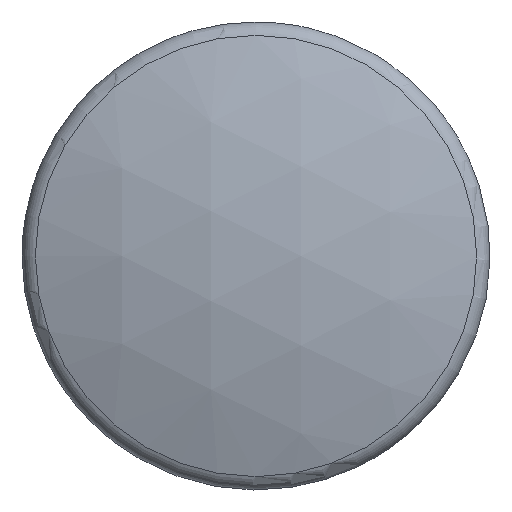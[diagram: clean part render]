
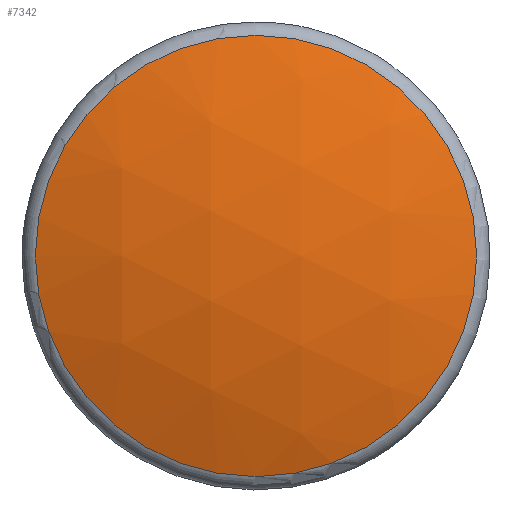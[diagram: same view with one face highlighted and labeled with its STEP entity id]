
A CAD part, top view. The second image highlights one B-rep face of the part: STEP entity #7342.
In plain terms, the highlighted spherical face has radius 100 mm.
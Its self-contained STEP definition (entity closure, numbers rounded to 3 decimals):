
#5545=SPHERICAL_SURFACE('',#27390,100.);
#5648=FACE_OUTER_BOUND('',#9496,.T.);
#7342=ADVANCED_FACE('',(#5648),#5545,.T.);
#9496=EDGE_LOOP('',(#11469));
#11469=ORIENTED_EDGE('',*,*,#22016,.T.);
#19621=VERTEX_POINT('',#36293);
#22016=EDGE_CURVE('',#19621,#19621,#26092,.T.);
#26092=CIRCLE('',#27389,33.935);
#27389=AXIS2_PLACEMENT_3D('',#36292,#30030,#30031);
#27390=AXIS2_PLACEMENT_3D('',#36294,#30032,#30033);
#30030=DIRECTION('',(0.,0.,1.));
#30031=DIRECTION('',(-1.,0.,0.));
#30032=DIRECTION('',(1.,0.,0.));
#30033=DIRECTION('',(0.,1.,0.));
#36292=CARTESIAN_POINT('',(0.,0.,109.587));
#36293=CARTESIAN_POINT('',(-33.935,0.,109.587));
#36294=CARTESIAN_POINT('',(0.,0.,15.521));
